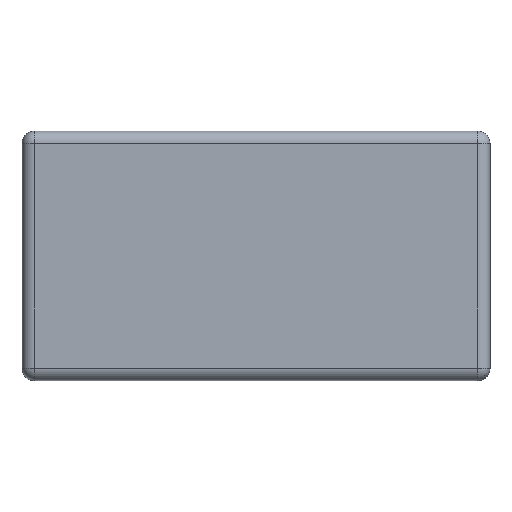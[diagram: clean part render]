
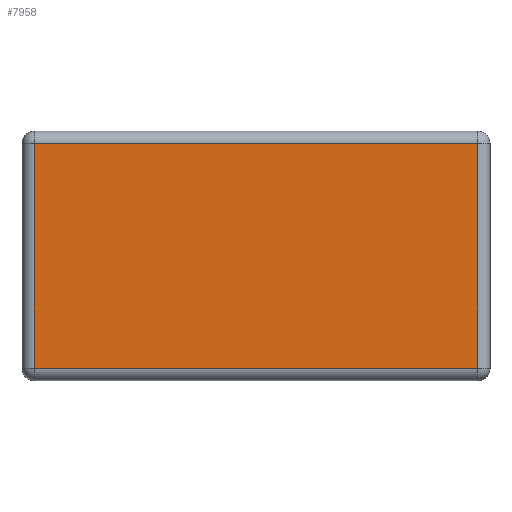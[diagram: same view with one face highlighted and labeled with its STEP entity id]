
A CAD part, top view. The second image highlights one B-rep face of the part: STEP entity #7958.
In plain terms, the highlighted face is planar.
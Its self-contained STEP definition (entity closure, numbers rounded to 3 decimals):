
#7684=CARTESIAN_POINT('',(-71.0,-36.0,-43.0));
#7685=VERTEX_POINT('',#7684);
#7693=CARTESIAN_POINT('',(71.,-36.0,-43.0));
#7694=VERTEX_POINT('',#7693);
#7695=CARTESIAN_POINT('',(-71.0,-36.0,-43.0));
#7696=DIRECTION('',(1.0,0.0,0.0));
#7697=VECTOR('',#7696,142.0);
#7698=LINE('',#7695,#7697);
#7699=EDGE_CURVE('',#7685,#7694,#7698,.T.);
#7733=CARTESIAN_POINT('',(71.0,36.0,-43.0));
#7734=VERTEX_POINT('',#7733);
#7735=CARTESIAN_POINT('',(71.0,-36.0,-43.0));
#7736=DIRECTION('',(0.0,1.0,0.0));
#7737=VECTOR('',#7736,72.0);
#7738=LINE('',#7735,#7737);
#7739=EDGE_CURVE('',#7694,#7734,#7738,.T.);
#7790=CARTESIAN_POINT('',(-71.,36.0,-43.0));
#7791=VERTEX_POINT('',#7790);
#7792=CARTESIAN_POINT('',(71.0,36.0,-43.0));
#7793=DIRECTION('',(-1.0,0.0,0.0));
#7794=VECTOR('',#7793,142.0);
#7795=LINE('',#7792,#7794);
#7796=EDGE_CURVE('',#7734,#7791,#7795,.T.);
#7845=CARTESIAN_POINT('',(-71.0,36.0,-43.0));
#7846=DIRECTION('',(0.0,-1.0,0.0));
#7847=VECTOR('',#7846,72.0);
#7848=LINE('',#7845,#7847);
#7849=EDGE_CURVE('',#7791,#7685,#7848,.T.);
#7947=CARTESIAN_POINT('',(0.,0.,-43.0));
#7948=DIRECTION('',(0.0,0.0,1.0));
#7949=DIRECTION('',(1.0,0.0,0.0));
#7950=AXIS2_PLACEMENT_3D('',#7947,#7948,#7949);
#7951=PLANE('',#7950);
#7952=ORIENTED_EDGE('',*,*,#7699,.F.);
#7953=ORIENTED_EDGE('',*,*,#7849,.F.);
#7954=ORIENTED_EDGE('',*,*,#7796,.F.);
#7955=ORIENTED_EDGE('',*,*,#7739,.F.);
#7956=EDGE_LOOP('',(#7952,#7953,#7954,#7955));
#7957=FACE_OUTER_BOUND('',#7956,.T.);
#7958=ADVANCED_FACE('',(#7957),#7951,.F.);
